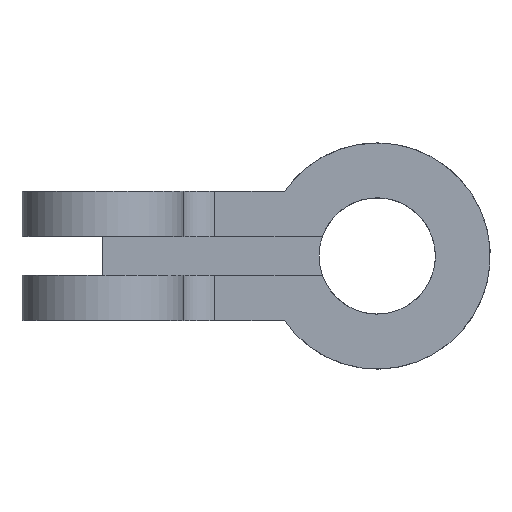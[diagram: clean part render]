
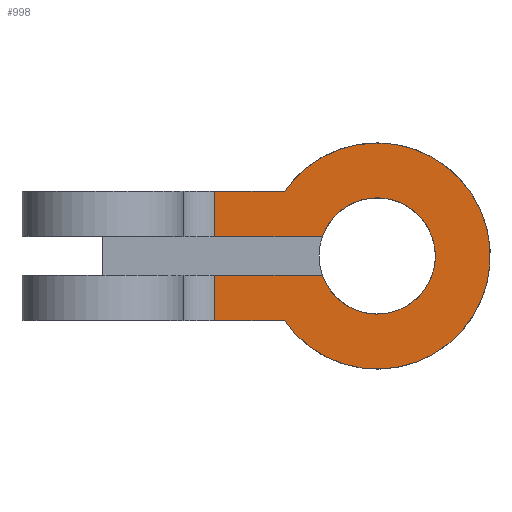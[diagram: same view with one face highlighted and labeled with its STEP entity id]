
A CAD part, top view. The second image highlights one B-rep face of the part: STEP entity #998.
In plain terms, the highlighted free-form (B-spline) face has degree [1, 1] with [2, 2] control points.
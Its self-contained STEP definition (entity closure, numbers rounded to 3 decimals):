
#285=CARTESIAN_POINT('',(7.203,0.6,-1.49));
#286=VERTEX_POINT('',#285);
#292=CARTESIAN_POINT('',(3.866,0.6,-1.49));
#293=VERTEX_POINT('',#292);
#294=CARTESIAN_POINT('',(3.866,0.6,-1.49));
#295=CARTESIAN_POINT('',(7.203,0.6,-1.49));
#296=QUASI_UNIFORM_CURVE('',1,(#294,#295),.UNSPECIFIED.,.F.,.U.);
#297=EDGE_CURVE('',#293,#286,#296,.T.);
#393=CARTESIAN_POINT('',(3.866,-0.6,-1.49));
#394=VERTEX_POINT('',#393);
#410=CARTESIAN_POINT('',(7.203,-0.6,-1.49));
#411=VERTEX_POINT('',#410);
#412=CARTESIAN_POINT('',(7.203,-0.6,-1.49));
#413=CARTESIAN_POINT('',(3.866,-0.6,-1.49));
#414=QUASI_UNIFORM_CURVE('',1,(#412,#413),.UNSPECIFIED.,.F.,.U.);
#415=EDGE_CURVE('',#411,#394,#414,.T.);
#517=CARTESIAN_POINT('',(7.203,-0.6,-1.49));
#518=CARTESIAN_POINT('',(7.709,-2.031,-1.49));
#519=CARTESIAN_POINT('',(9.204,-1.774,-1.49));
#520=CARTESIAN_POINT('',(10.7,-1.517,-1.49));
#521=CARTESIAN_POINT('',(10.7,0.0,-1.49));
#522=CARTESIAN_POINT('',(10.7,1.517,-1.49));
#523=CARTESIAN_POINT('',(9.204,1.774,-1.49));
#524=CARTESIAN_POINT('',(7.709,2.031,-1.49));
#525=CARTESIAN_POINT('',(7.203,0.6,-1.49));
#533=(BOUNDED_CURVE()B_SPLINE_CURVE(2,(#517,#518,#519,#520,#521,#522,#523,#524,#525),.UNSPECIFIED.,.F.,.U.)B_SPLINE_CURVE_WITH_KNOTS((3,2,2,2,3),(0.0,0.25,0.5,0.75,1.0),.UNSPECIFIED.)CURVE()GEOMETRIC_REPRESENTATION_ITEM()RATIONAL_B_SPLINE_CURVE((1.0,0.765,1.0,0.765,1.0,0.765,1.0,0.765,1.0))REPRESENTATION_ITEM(''));
#534=EDGE_CURVE('',#411,#286,#533,.T.);
#553=CARTESIAN_POINT('',(3.866,-2.0,-1.49));
#554=VERTEX_POINT('',#553);
#555=CARTESIAN_POINT('',(3.866,-0.6,-1.49));
#556=CARTESIAN_POINT('',(3.866,-2.0,-1.49));
#557=QUASI_UNIFORM_CURVE('',1,(#555,#556),.UNSPECIFIED.,.F.,.U.);
#558=EDGE_CURVE('',#394,#554,#557,.T.);
#689=CARTESIAN_POINT('',(6.028,-2.0,-1.49));
#690=VERTEX_POINT('',#689);
#691=CARTESIAN_POINT('',(6.028,2.,-1.49));
#692=VERTEX_POINT('',#691);
#693=CARTESIAN_POINT('',(6.028,-2.0,-1.49));
#694=CARTESIAN_POINT('',(7.496,-4.109,-1.49));
#695=CARTESIAN_POINT('',(9.948,-3.339,-1.49));
#696=CARTESIAN_POINT('',(12.4,-2.57,-1.49));
#697=CARTESIAN_POINT('',(12.4,0.0,-1.49));
#698=CARTESIAN_POINT('',(12.4,2.57,-1.49));
#699=CARTESIAN_POINT('',(9.948,3.339,-1.49));
#700=CARTESIAN_POINT('',(7.496,4.109,-1.49));
#701=CARTESIAN_POINT('',(6.028,2.,-1.49));
#709=(BOUNDED_CURVE()B_SPLINE_CURVE(2,(#693,#694,#695,#696,#697,#698,#699,#700,#701),.UNSPECIFIED.,.F.,.U.)B_SPLINE_CURVE_WITH_KNOTS((3,2,2,2,3),(0.0,0.25,0.5,0.75,1.0),.UNSPECIFIED.)CURVE()GEOMETRIC_REPRESENTATION_ITEM()RATIONAL_B_SPLINE_CURVE((1.0,0.806,1.0,0.806,1.0,0.806,1.0,0.806,1.0))REPRESENTATION_ITEM(''));
#710=EDGE_CURVE('',#690,#692,#709,.T.);
#831=CARTESIAN_POINT('',(3.866,-2.0,-1.49));
#832=CARTESIAN_POINT('',(6.028,-2.0,-1.49));
#833=QUASI_UNIFORM_CURVE('',1,(#831,#832),.UNSPECIFIED.,.F.,.U.);
#834=EDGE_CURVE('',#554,#690,#833,.T.);
#868=CARTESIAN_POINT('',(3.866,2.,-1.49));
#869=VERTEX_POINT('',#868);
#885=CARTESIAN_POINT('',(6.028,2.,-1.49));
#886=CARTESIAN_POINT('',(3.866,2.,-1.49));
#887=QUASI_UNIFORM_CURVE('',1,(#885,#886),.UNSPECIFIED.,.F.,.U.);
#888=EDGE_CURVE('',#692,#869,#887,.T.);
#979=CARTESIAN_POINT('',(12.826,-3.845,-1.49));
#980=CARTESIAN_POINT('',(3.439,-3.845,-1.49));
#981=CARTESIAN_POINT('',(12.826,3.845,-1.49));
#982=CARTESIAN_POINT('',(3.439,3.845,-1.49));
#983=B_SPLINE_SURFACE_WITH_KNOTS('',1,1,((#979,#981),(#980,#982)),.UNSPECIFIED.,.F.,.F.,.U.,(2,2),(2,2),(0.0,9.387),(0.0,7.689),.UNSPECIFIED.);
#984=CARTESIAN_POINT('',(3.866,2.,-1.49));
#985=CARTESIAN_POINT('',(3.866,0.6,-1.49));
#986=QUASI_UNIFORM_CURVE('',1,(#984,#985),.UNSPECIFIED.,.F.,.U.);
#987=EDGE_CURVE('',#869,#293,#986,.T.);
#988=ORIENTED_EDGE('',*,*,#987,.T.);
#989=ORIENTED_EDGE('',*,*,#297,.T.);
#990=ORIENTED_EDGE('',*,*,#534,.F.);
#991=ORIENTED_EDGE('',*,*,#415,.T.);
#992=ORIENTED_EDGE('',*,*,#558,.T.);
#993=ORIENTED_EDGE('',*,*,#834,.T.);
#994=ORIENTED_EDGE('',*,*,#710,.T.);
#995=ORIENTED_EDGE('',*,*,#888,.T.);
#996=EDGE_LOOP('',(#988,#989,#990,#991,#992,#993,#994,#995));
#997=FACE_OUTER_BOUND('',#996,.T.);
#998=ADVANCED_FACE('',(#997),#983,.F.);
